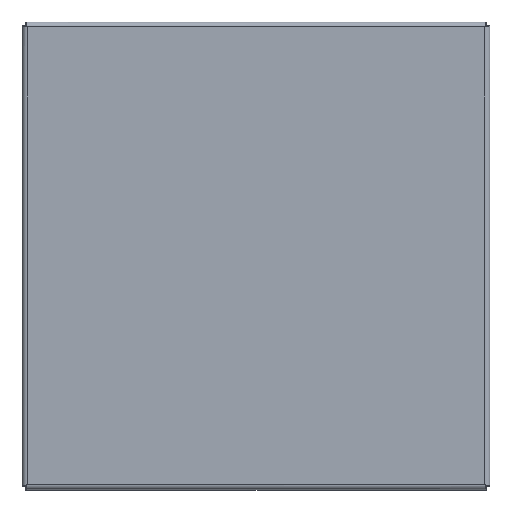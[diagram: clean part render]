
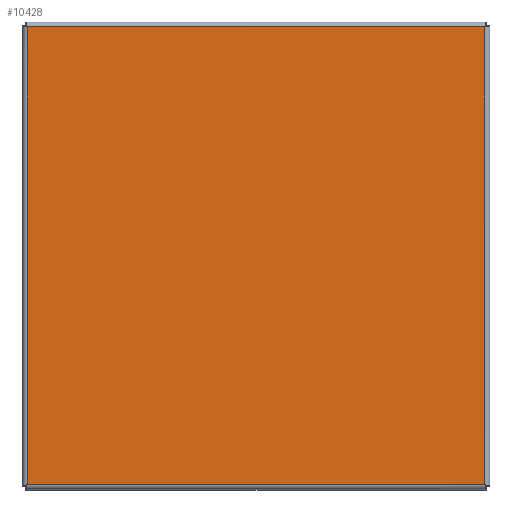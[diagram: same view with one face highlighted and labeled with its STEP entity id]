
A CAD part, top view. The second image highlights one B-rep face of the part: STEP entity #10428.
In plain terms, the highlighted planar face has unit normal (0, 0, 1).
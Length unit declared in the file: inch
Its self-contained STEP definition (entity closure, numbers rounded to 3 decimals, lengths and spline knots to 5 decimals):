
#73 = ORIENTED_EDGE ( 'NONE', *, *, #4826, .T. ) ;
#268 = DIRECTION ( 'NONE',  ( 0., 0., 1. ) ) ;
#443 = CARTESIAN_POINT ( 'NONE',  ( 10.01975, 0.10525, 0.074 ) ) ;
#899 = EDGE_CURVE ( 'NONE', #6650, #8588, #2256, .T. ) ;
#939 = CARTESIAN_POINT ( 'NONE',  ( 10.01975, 10.01975, 0.074 ) ) ;
#1028 = LINE ( 'NONE', #6643, #10753 ) ;
#1365 = ORIENTED_EDGE ( 'NONE', *, *, #899, .T. ) ;
#1437 = DIRECTION ( 'NONE',  ( 1., 0., 0. ) ) ;
#1577 = CARTESIAN_POINT ( 'NONE',  ( 10.01975, 2.58387, 0.074 ) ) ;
#1653 = VECTOR ( 'NONE', #1437, 39.37008 ) ;
#2094 = ORIENTED_EDGE ( 'NONE', *, *, #6875, .T. ) ;
#2256 = LINE ( 'NONE', #4993, #5171 ) ;
#4822 = VERTEX_POINT ( 'NONE', #443 ) ;
#4826 = EDGE_CURVE ( 'NONE', #4822, #8443, #7888, .T. ) ;
#4993 = CARTESIAN_POINT ( 'NONE',  ( 0.10525, 7.54113, 0.074 ) ) ;
#5171 = VECTOR ( 'NONE', #11895, 39.37008 ) ;
#5666 = VECTOR ( 'NONE', #7204, 39.37008 ) ;
#5905 = CARTESIAN_POINT ( 'NONE',  ( 5.0625, 5.0625, 0.074 ) ) ;
#5939 = EDGE_CURVE ( 'NONE', #8588, #4822, #6624, .T. ) ;
#6254 = CARTESIAN_POINT ( 'NONE',  ( 0.10525, 10.01975, 0.074 ) ) ;
#6548 = ORIENTED_EDGE ( 'NONE', *, *, #5939, .T. ) ;
#6624 = LINE ( 'NONE', #7063, #1653 ) ;
#6643 = CARTESIAN_POINT ( 'NONE',  ( 7.54113, 10.01975, 0.074 ) ) ;
#6650 = VERTEX_POINT ( 'NONE', #6254 ) ;
#6850 = DIRECTION ( 'NONE',  ( 1., 0., 0. ) ) ;
#6875 = EDGE_CURVE ( 'NONE', #8443, #6650, #1028, .T. ) ;
#6938 = EDGE_LOOP ( 'NONE', ( #73, #2094, #1365, #6548 ) ) ;
#6960 = CARTESIAN_POINT ( 'NONE',  ( 0.10525, 0.10525, 0.074 ) ) ;
#7063 = CARTESIAN_POINT ( 'NONE',  ( 2.58387, 0.10525, 0.074 ) ) ;
#7204 = DIRECTION ( 'NONE',  ( 0., 1., 0. ) ) ;
#7611 = DIRECTION ( 'NONE',  ( -1., 0., 0. ) ) ;
#7779 = PLANE ( 'NONE',  #11434 ) ;
#7888 = LINE ( 'NONE', #1577, #5666 ) ;
#8443 = VERTEX_POINT ( 'NONE', #939 ) ;
#8588 = VERTEX_POINT ( 'NONE', #6960 ) ;
#9013 = FACE_OUTER_BOUND ( 'NONE', #6938, .T. ) ;
#10428 = ADVANCED_FACE ( 'NONE', ( #9013 ), #7779, .T. ) ;
#10753 = VECTOR ( 'NONE', #7611, 39.37008 ) ;
#11434 = AXIS2_PLACEMENT_3D ( 'NONE', #5905, #268, #6850 ) ;
#11895 = DIRECTION ( 'NONE',  ( 0., -1., 0. ) ) ;
